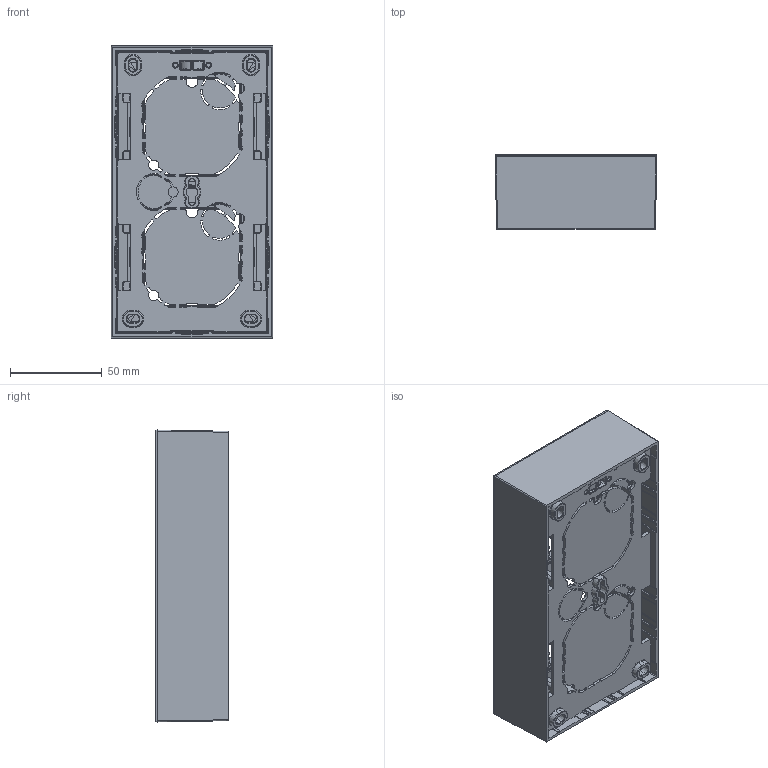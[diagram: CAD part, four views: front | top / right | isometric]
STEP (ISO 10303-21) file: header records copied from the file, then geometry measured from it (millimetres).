
FILE_DESCRIPTION((''),'2;1');
FILE_NAME('WAD8211XX_ASM','2024-12-17T16:46:48',('knorrj'),(''),'CREO PARAMETRIC BY PTC INC, 2023154','CREO PARAMETRIC BY PTC INC, 2023154','');
FILE_SCHEMA(('CONFIG_CONTROL_DESIGN','SHAPE_APPEARANCE_LAYERS_GROUPS'));
Products named in the file (5): W4H0298_18_; W1A2418_GEN; W1B0294_80; W2A0598_00_ASM; WAD8211XX_ASM
Assembly tree (4 placements, depth 3):
  WAD8211XX_ASM
    W2A0598_00_ASM
      W4H0298_18_
      W1A2418_GEN
      W1B0294_80
Bounding box: 88 x 40 x 159 mm (x, y, z)
Volume: 105054.9 mm3; surface area: 106307.7 mm2
Topology: 2 solids, 2 shells, 4862 faces, 11924 edges, 7114 vertices
Faces by surface type: cylinder 1552, plane 1090, bspline 1034, extrusion 358, torus 349, cone 236, sphere 235, revolution 8
Entity records: 270146 total; most frequent: CARTESIAN_POINT 127994, ORIENTED_EDGE 23848, DIRECTION 19051, PRESENTATION_STYLE_ASSIGNMENT 12076, STYLED_ITEM 11926, CURVE_STYLE 11924, EDGE_CURVE 11924, VERTEX_POINT 7114
